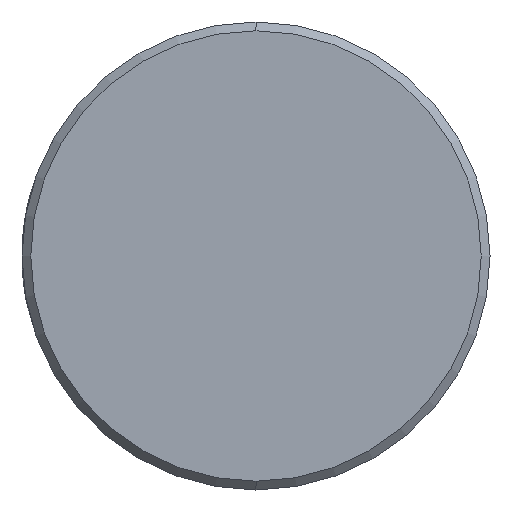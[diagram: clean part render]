
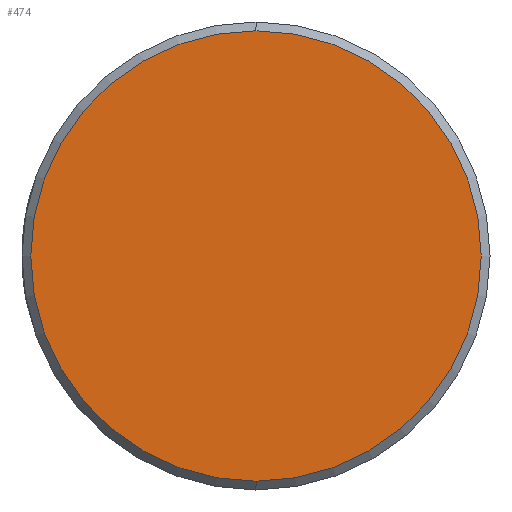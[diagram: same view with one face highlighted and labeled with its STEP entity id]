
A CAD part, left-side view. The second image highlights one B-rep face of the part: STEP entity #474.
In plain terms, the highlighted planar face has unit normal (-1, 0, 0).
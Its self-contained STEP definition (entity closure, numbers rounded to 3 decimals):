
#57 = EDGE_CURVE ( 'NONE', #296, #1160, #615, .T. ) ;
#107 = FACE_OUTER_BOUND ( 'NONE', #669, .T. ) ;
#224 = ORIENTED_EDGE ( 'NONE', *, *, #57, .T. ) ;
#268 = PLANE ( 'NONE',  #793 ) ;
#273 = CARTESIAN_POINT ( 'NONE',  ( -5., 0., -7.7 ) ) ;
#294 = CARTESIAN_POINT ( 'NONE',  ( -5., 0., 7.7 ) ) ;
#296 = VERTEX_POINT ( 'NONE', #273 ) ;
#371 = DIRECTION ( 'NONE',  ( 0., 0., 1. ) ) ;
#411 = CARTESIAN_POINT ( 'NONE',  ( -5., 0., 0. ) ) ;
#474 = ADVANCED_FACE ( 'NONE', ( #107 ), #268, .T. ) ;
#508 = DIRECTION ( 'NONE',  ( 0., 0., 1. ) ) ;
#615 = CIRCLE ( 'NONE', #1108, 7.7 ) ;
#637 = CIRCLE ( 'NONE', #848, 7.7 ) ;
#669 = EDGE_LOOP ( 'NONE', ( #224, #896 ) ) ;
#793 = AXIS2_PLACEMENT_3D ( 'NONE', #1148, #970, #371 ) ;
#848 = AXIS2_PLACEMENT_3D ( 'NONE', #411, #1106, #508 ) ;
#874 = CARTESIAN_POINT ( 'NONE',  ( -5., 0., 0. ) ) ;
#896 = ORIENTED_EDGE ( 'NONE', *, *, #1258, .T. ) ;
#970 = DIRECTION ( 'NONE',  ( -1., 0., 0. ) ) ;
#1106 = DIRECTION ( 'NONE',  ( -1., 0., 0. ) ) ;
#1108 = AXIS2_PLACEMENT_3D ( 'NONE', #874, #1168, #1149 ) ;
#1148 = CARTESIAN_POINT ( 'NONE',  ( -5., 0., 0. ) ) ;
#1149 = DIRECTION ( 'NONE',  ( 0., 0., 1. ) ) ;
#1160 = VERTEX_POINT ( 'NONE', #294 ) ;
#1168 = DIRECTION ( 'NONE',  ( -1., 0., 0. ) ) ;
#1258 = EDGE_CURVE ( 'NONE', #1160, #296, #637, .T. ) ;
